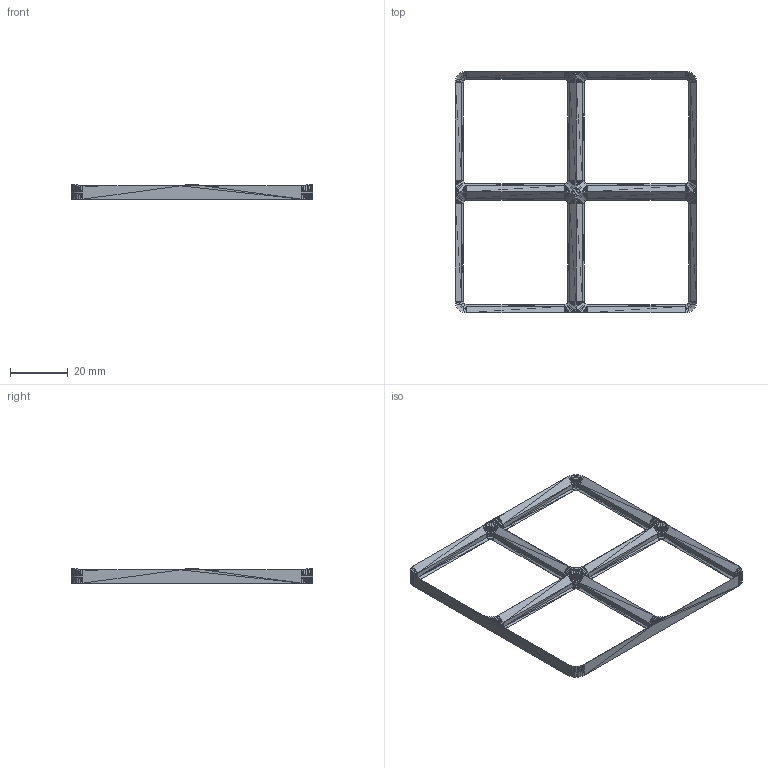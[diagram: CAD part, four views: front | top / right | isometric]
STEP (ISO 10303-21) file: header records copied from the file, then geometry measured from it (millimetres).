
FILE_DESCRIPTION(('HOOPS Exchange Step'),'2;1');
FILE_NAME('Frame 2x2.step','2023-04-24T22:31:09+00:00',('root'),('Unknown organisation'),'HOOPS Exchange 2022.1','HOOPS Exchange','Unknown authorisation');
FILE_SCHEMA( ('AP203_CONFIGURATION_CONTROLLED_3D_DESIGN_OF_MECHANICAL_PARTS_AND_ASSEMBLIES_MIM_LF') );
Length unit declared in the file: millimetre
Products named in the file (1): 0
Bounding box: 84 x 84 x 5 mm (x, y, z)
Volume: 5107.9 mm3; surface area: 6873 mm2
Topology: 1 solids, 1 shells, 1100 faces, 1650 edges, 544 vertices
Faces by surface type: plane 1100
Entity records: 9367 total; most frequent: DIRECTION 2202, CARTESIAN_POINT 1645, AXIS2_PLACEMENT_3D 1101, PLANE 1100, POLY_LOOP 1100, FACE_OUTER_BOUND 1100, FACE_SURFACE 1100, PLANE_ANGLE_MEASURE_WITH_UNIT 1
